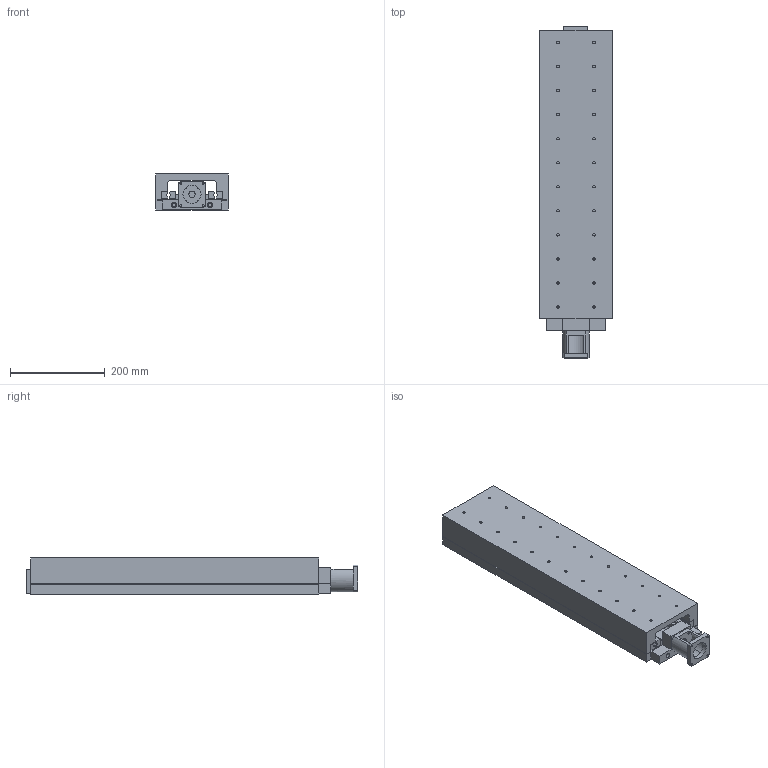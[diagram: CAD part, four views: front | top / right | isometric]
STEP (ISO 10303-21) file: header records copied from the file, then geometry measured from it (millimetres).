
FILE_DESCRIPTION((''),'2;1');
FILE_NAME('MLP6-24-20.stp','2003-11-19T00:22:06',('Raul'),(''),'Autodesk Inventor (tm) 5.3','Autodesk Inventor (tm) 5.3','');
FILE_SCHEMA(('CONFIG_CONTROL_DESIGN'));
Length unit declared in the file: inch
Products named in the file (10): MLP6-24-20; MLP6-24-20 PART1; MLP6-24-20 TOP-PLATE; MLP6-24-20 RAIL-1; MLP6-24-20 RAIL-2; MLP6-24-20 RAIL-3; MLP6-24-20 RAIL-4; MLP6-24-20 END-PLATE-A; MLP6-24-20 ~~MTRBRKT23; MLP6-24-20 END-PLATE-B
Assembly tree (9 placements, depth 2):
  MLP6-24-20
    MLP6-24-20 PART1
    MLP6-24-20 TOP-PLATE
    MLP6-24-20 RAIL-1
    MLP6-24-20 RAIL-2
    MLP6-24-20 RAIL-3
    MLP6-24-20 RAIL-4
    MLP6-24-20 END-PLATE-A
    MLP6-24-20 ~~MTRBRKT23
    MLP6-24-20 END-PLATE-B
Bounding box: 152.3 x 701.67 x 76.2 mm (x, y, z)
Volume: 4755305.7 mm3; surface area: 759128.2 mm2
Topology: 9 solids, 9 shells, 271 faces, 718 edges, 471 vertices
Faces by surface type: bspline 128, plane 127, cylinder 16
Entity records: 11438 total; most frequent: CARTESIAN_POINT 3507, ORIENTED_EDGE 1420, DIRECTION 1289, EDGE_CURVE 710, VERTEX_POINT 471, VECTOR 455, LINE 455, AXIS2_PLACEMENT_3D 417
